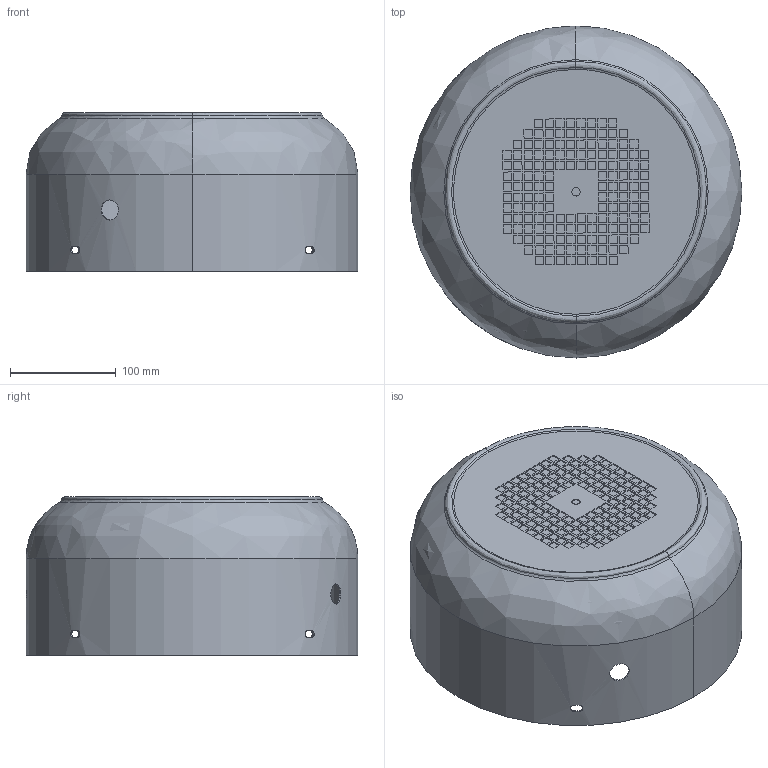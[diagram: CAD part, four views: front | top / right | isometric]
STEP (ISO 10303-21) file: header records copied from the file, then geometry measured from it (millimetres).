
FILE_DESCRIPTION (( 'STEP AP214' ), '1' );
FILE_NAME ('MTAP2-SHROUD-250.STEP', '2018-11-05T15:38:31', ( '' ), ( '' ), 'SwSTEP 2.0', 'SolidWorks 2017', '' );
FILE_SCHEMA (( 'AUTOMOTIVE_DESIGN' ));
Length unit declared in the file: inch
Products named in the file (1): MTAP2-SHROUD-250
Bounding box: 314 x 314 x 150 mm (x, y, z)
Volume: 288635.3 mm3; surface area: 405159.5 mm2
Topology: 1 solids, 1 shells, 829 faces, 1997 edges, 1326 vertices
Faces by surface type: plane 792, cylinder 21, bspline 16
Entity records: 35960 total; most frequent: CARTESIAN_POINT 5775, ORIENTED_EDGE 3994, DIRECTION 3643, EDGE_CURVE 1997, LINE 1903, VECTOR 1903, VERTEX_POINT 1326, EDGE_LOOP 997
